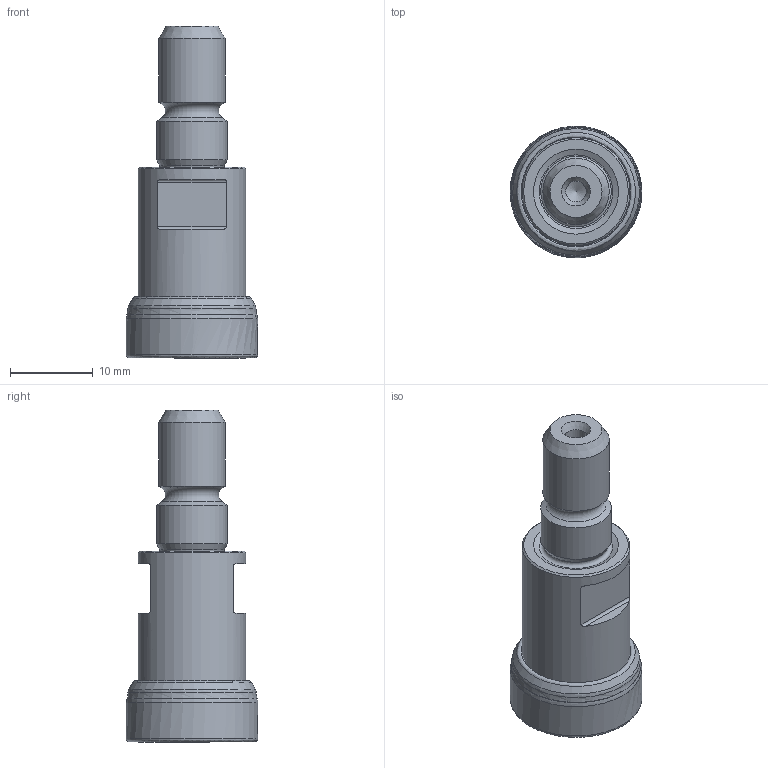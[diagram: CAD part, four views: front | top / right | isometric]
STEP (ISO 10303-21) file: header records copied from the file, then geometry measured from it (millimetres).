
FILE_DESCRIPTION(/* description */ (''),/* implementation_level */ '2;1');
FILE_NAME(/* name */ '17001183.stp',/* time_stamp */ '2024-04-16T11:28:19+09:00',/* author */ (''),/* organization */ (''),/* preprocessor_version */ 'ST-DEVELOPER v16',/* originating_system */ 'SIEMENS PLM Software NX 10.0',/* authorisation */ '');
FILE_SCHEMA (('AP203_CONFIGURATION_CONTROLLED_3D_DESIGN_OF_MECHANICAL_PARTS_AND_ASSEMBLIES_MIM_LF { 1 0 10303 403 2 1 2}'));
Length unit declared in the file: millimetre
Products named in the file (1): 102200DC38DB0jr6
Bounding box: 15.87 x 15.87 x 40 mm (x, y, z)
Volume: 3683.5 mm3; surface area: 2570.9 mm2
Topology: 1 solids, 2 shells, 48 faces, 145 edges, 122 vertices
Faces by surface type: revolution 21, plane 9, cylinder 8, cone 8, torus 2
Full cylindrical faces by diameter (mm): 2.5 x1, 8 x1, 8.5 x1, 13 x1
Entity records: 1646 total; most frequent: CARTESIAN_POINT 648, DIRECTION 177, ORIENTED_EDGE 122, EDGE_LOOP 86, FACE_BOUND 76, AXIS2_PLACEMENT_3D 69, EDGE_CURVE 61, VERTEX_POINT 54
